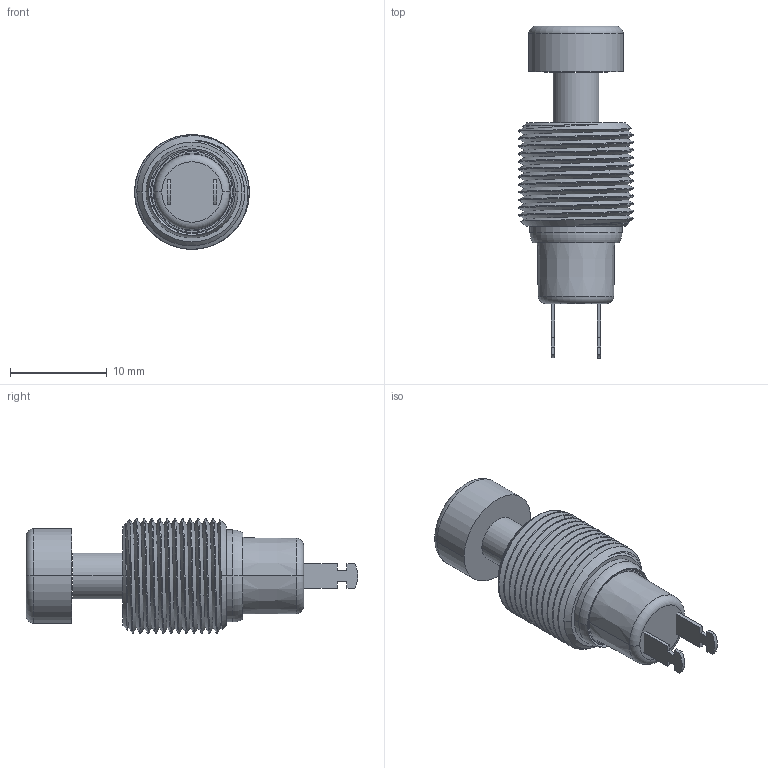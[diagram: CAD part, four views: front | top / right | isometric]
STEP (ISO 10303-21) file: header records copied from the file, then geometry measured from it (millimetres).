
FILE_DESCRIPTION((''),'2;1');
FILE_NAME('30-17_BLK','2018-12-19T',('sbuenzli'),(''),'PRO/ENGINEER BY PARAMETRIC TECHNOLOGY CORPORATION, 2016100','PRO/ENGINEER BY PARAMETRIC TECHNOLOGY CORPORATION, 2016100','');
FILE_SCHEMA(('CONFIG_CONTROL_DESIGN'));
Length unit declared in the file: inch
Products named in the file (1): 30-17_BLK
Bounding box: 11.86 x 34.36 x 11.86 mm (x, y, z)
Surface area: 1703.4 mm2 (no closed solid volume)
Topology: 0 solids, 8 shells, 86 faces, 242 edges, 162 vertices
Faces by surface type: cylinder 31, plane 29, cone 8, bspline 8, torus 8, sphere 2
Entity records: 6549 total; most frequent: CARTESIAN_POINT 4441, ORIENTED_EDGE 440, DIRECTION 377, EDGE_CURVE 240, VERTEX_POINT 162, VECTOR 127, LINE 127, AXIS2_PLACEMENT_3D 125
